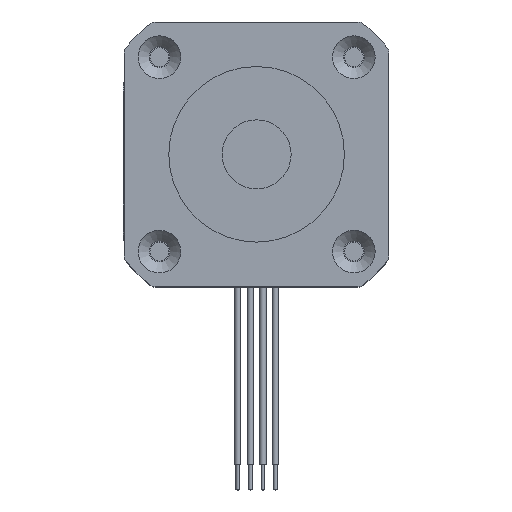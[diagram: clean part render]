
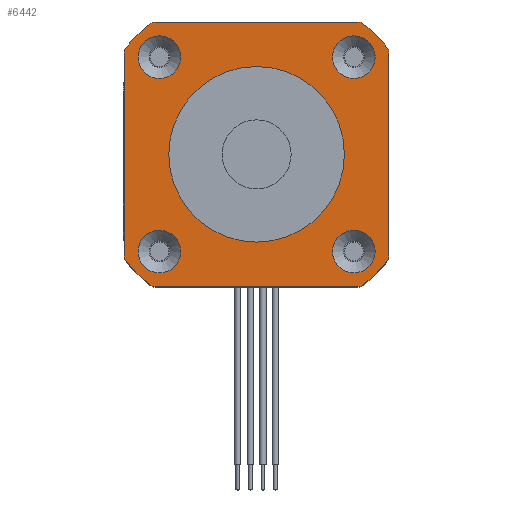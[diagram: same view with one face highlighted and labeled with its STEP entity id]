
A CAD part, top view. The second image highlights one B-rep face of the part: STEP entity #6442.
In plain terms, the highlighted face is planar.
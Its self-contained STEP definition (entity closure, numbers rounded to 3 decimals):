
#267=LINE('',#9883,#776);
#268=LINE('',#9891,#777);
#269=LINE('',#9899,#778);
#270=LINE('',#9907,#779);
#776=VECTOR('',#7915,32.311);
#777=VECTOR('',#7922,32.311);
#778=VECTOR('',#7929,32.311);
#779=VECTOR('',#7936,32.311);
#1404=FACE_BOUND('',#2034,.T.);
#1405=FACE_BOUND('',#2035,.T.);
#1406=FACE_BOUND('',#2036,.T.);
#1407=FACE_BOUND('',#2037,.T.);
#1408=FACE_BOUND('',#2038,.T.);
#1579=FACE_OUTER_BOUND('',#2033,.T.);
#2033=EDGE_LOOP('',(#4577,#4578,#4579,#4580,#4581,#4582,#4583,#4584,#4585,
#4586,#4587,#4588,#4589,#4590,#4591,#4592));
#2034=EDGE_LOOP('',(#4593));
#2035=EDGE_LOOP('',(#4594));
#2036=EDGE_LOOP('',(#4595));
#2037=EDGE_LOOP('',(#4596));
#2038=EDGE_LOOP('',(#4597));
#2549=CIRCLE('',#6923,5.5);
#2572=CIRCLE('',#6951,26.9);
#2573=CIRCLE('',#6952,1.5);
#2574=CIRCLE('',#6953,1.5);
#2575=CIRCLE('',#6954,26.9);
#2576=CIRCLE('',#6955,1.5);
#2577=CIRCLE('',#6956,1.5);
#2578=CIRCLE('',#6957,26.9);
#2579=CIRCLE('',#6958,1.5);
#2580=CIRCLE('',#6959,1.5);
#2581=CIRCLE('',#6960,26.9);
#2582=CIRCLE('',#6961,1.5);
#2583=CIRCLE('',#6962,1.5);
#2584=CIRCLE('',#6963,3.4);
#2585=CIRCLE('',#6964,3.4);
#2586=CIRCLE('',#6965,3.4);
#2587=CIRCLE('',#6966,3.4);
#2897=VERTEX_POINT('',#9794);
#2936=VERTEX_POINT('',#9877);
#2937=VERTEX_POINT('',#9878);
#2938=VERTEX_POINT('',#9880);
#2939=VERTEX_POINT('',#9882);
#2940=VERTEX_POINT('',#9884);
#2941=VERTEX_POINT('',#9886);
#2942=VERTEX_POINT('',#9888);
#2943=VERTEX_POINT('',#9890);
#2944=VERTEX_POINT('',#9892);
#2945=VERTEX_POINT('',#9894);
#2946=VERTEX_POINT('',#9896);
#2947=VERTEX_POINT('',#9898);
#2948=VERTEX_POINT('',#9900);
#2949=VERTEX_POINT('',#9902);
#2950=VERTEX_POINT('',#9904);
#2951=VERTEX_POINT('',#9906);
#2952=VERTEX_POINT('',#9909);
#2953=VERTEX_POINT('',#9911);
#2954=VERTEX_POINT('',#9913);
#2955=VERTEX_POINT('',#9915);
#3546=EDGE_CURVE('',#2897,#2897,#2549,.F.);
#3585=EDGE_CURVE('',#2936,#2937,#2572,.T.);
#3586=EDGE_CURVE('',#2938,#2936,#2573,.T.);
#3587=EDGE_CURVE('',#2939,#2938,#267,.T.);
#3588=EDGE_CURVE('',#2940,#2939,#2574,.T.);
#3589=EDGE_CURVE('',#2941,#2940,#2575,.T.);
#3590=EDGE_CURVE('',#2942,#2941,#2576,.T.);
#3591=EDGE_CURVE('',#2943,#2942,#268,.T.);
#3592=EDGE_CURVE('',#2944,#2943,#2577,.T.);
#3593=EDGE_CURVE('',#2945,#2944,#2578,.T.);
#3594=EDGE_CURVE('',#2946,#2945,#2579,.T.);
#3595=EDGE_CURVE('',#2947,#2946,#269,.T.);
#3596=EDGE_CURVE('',#2948,#2947,#2580,.T.);
#3597=EDGE_CURVE('',#2949,#2948,#2581,.T.);
#3598=EDGE_CURVE('',#2950,#2949,#2582,.T.);
#3599=EDGE_CURVE('',#2951,#2950,#270,.T.);
#3600=EDGE_CURVE('',#2937,#2951,#2583,.T.);
#3601=EDGE_CURVE('',#2952,#2952,#2584,.T.);
#3602=EDGE_CURVE('',#2953,#2953,#2585,.T.);
#3603=EDGE_CURVE('',#2954,#2954,#2586,.T.);
#3604=EDGE_CURVE('',#2955,#2955,#2587,.T.);
#4577=ORIENTED_EDGE('',*,*,#3585,.F.);
#4578=ORIENTED_EDGE('',*,*,#3586,.F.);
#4579=ORIENTED_EDGE('',*,*,#3587,.F.);
#4580=ORIENTED_EDGE('',*,*,#3588,.F.);
#4581=ORIENTED_EDGE('',*,*,#3589,.F.);
#4582=ORIENTED_EDGE('',*,*,#3590,.F.);
#4583=ORIENTED_EDGE('',*,*,#3591,.F.);
#4584=ORIENTED_EDGE('',*,*,#3592,.F.);
#4585=ORIENTED_EDGE('',*,*,#3593,.F.);
#4586=ORIENTED_EDGE('',*,*,#3594,.F.);
#4587=ORIENTED_EDGE('',*,*,#3595,.F.);
#4588=ORIENTED_EDGE('',*,*,#3596,.F.);
#4589=ORIENTED_EDGE('',*,*,#3597,.F.);
#4590=ORIENTED_EDGE('',*,*,#3598,.F.);
#4591=ORIENTED_EDGE('',*,*,#3599,.F.);
#4592=ORIENTED_EDGE('',*,*,#3600,.F.);
#4593=ORIENTED_EDGE('',*,*,#3546,.T.);
#4594=ORIENTED_EDGE('',*,*,#3601,.T.);
#4595=ORIENTED_EDGE('',*,*,#3602,.T.);
#4596=ORIENTED_EDGE('',*,*,#3603,.T.);
#4597=ORIENTED_EDGE('',*,*,#3604,.T.);
#6115=PLANE('',#6950);
#6442=ADVANCED_FACE('',(#1579,#1404,#1405,#1406,#1407,#1408),#6115,.F.);
#6923=AXIS2_PLACEMENT_3D('',#9795,#7839,#7840);
#6950=AXIS2_PLACEMENT_3D('',#9876,#7909,#7910);
#6951=AXIS2_PLACEMENT_3D('',#9879,#7911,#7912);
#6952=AXIS2_PLACEMENT_3D('',#9881,#7913,#7914);
#6953=AXIS2_PLACEMENT_3D('',#9885,#7916,#7917);
#6954=AXIS2_PLACEMENT_3D('',#9887,#7918,#7919);
#6955=AXIS2_PLACEMENT_3D('',#9889,#7920,#7921);
#6956=AXIS2_PLACEMENT_3D('',#9893,#7923,#7924);
#6957=AXIS2_PLACEMENT_3D('',#9895,#7925,#7926);
#6958=AXIS2_PLACEMENT_3D('',#9897,#7927,#7928);
#6959=AXIS2_PLACEMENT_3D('',#9901,#7930,#7931);
#6960=AXIS2_PLACEMENT_3D('',#9903,#7932,#7933);
#6961=AXIS2_PLACEMENT_3D('',#9905,#7934,#7935);
#6962=AXIS2_PLACEMENT_3D('',#9908,#7937,#7938);
#6963=AXIS2_PLACEMENT_3D('',#9910,#7939,#7940);
#6964=AXIS2_PLACEMENT_3D('',#9912,#7941,#7942);
#6965=AXIS2_PLACEMENT_3D('',#9914,#7943,#7944);
#6966=AXIS2_PLACEMENT_3D('',#9916,#7945,#7946);
#7839=DIRECTION('center_axis',(0.,0.,-1.));
#7840=DIRECTION('ref_axis',(-1.,0.,0.));
#7909=DIRECTION('center_axis',(0.,0.,1.));
#7910=DIRECTION('ref_axis',(1.,0.,0.));
#7911=DIRECTION('center_axis',(0.,0.,1.));
#7912=DIRECTION('ref_axis',(1.,0.,0.));
#7913=DIRECTION('center_axis',(0.,0.,1.));
#7914=DIRECTION('ref_axis',(-1.,0.,0.));
#7915=DIRECTION('',(0.,-1.,0.));
#7916=DIRECTION('center_axis',(0.,0.,1.));
#7917=DIRECTION('ref_axis',(-1.,0.,0.));
#7918=DIRECTION('center_axis',(0.,0.,1.));
#7919=DIRECTION('ref_axis',(1.,0.,0.));
#7920=DIRECTION('center_axis',(0.,0.,1.));
#7921=DIRECTION('ref_axis',(-1.,0.,0.));
#7922=DIRECTION('',(-1.,0.,0.));
#7923=DIRECTION('center_axis',(0.,0.,1.));
#7924=DIRECTION('ref_axis',(-1.,0.,0.));
#7925=DIRECTION('center_axis',(0.,0.,1.));
#7926=DIRECTION('ref_axis',(1.,0.,0.));
#7927=DIRECTION('center_axis',(0.,0.,1.));
#7928=DIRECTION('ref_axis',(-1.,0.,0.));
#7929=DIRECTION('',(0.,1.,0.));
#7930=DIRECTION('center_axis',(0.,0.,1.));
#7931=DIRECTION('ref_axis',(-1.,0.,0.));
#7932=DIRECTION('center_axis',(0.,0.,1.));
#7933=DIRECTION('ref_axis',(1.,0.,0.));
#7934=DIRECTION('center_axis',(0.,0.,1.));
#7935=DIRECTION('ref_axis',(-1.,0.,0.));
#7936=DIRECTION('',(1.,0.,0.));
#7937=DIRECTION('center_axis',(0.,0.,1.));
#7938=DIRECTION('ref_axis',(1.,0.,0.));
#7939=DIRECTION('center_axis',(0.,0.,1.));
#7940=DIRECTION('ref_axis',(1.,0.,0.));
#7941=DIRECTION('center_axis',(0.,0.,1.));
#7942=DIRECTION('ref_axis',(1.,0.,0.));
#7943=DIRECTION('center_axis',(0.,0.,1.));
#7944=DIRECTION('ref_axis',(1.,0.,0.));
#7945=DIRECTION('center_axis',(0.,0.,1.));
#7946=DIRECTION('ref_axis',(1.,0.,0.));
#9794=CARTESIAN_POINT('',(-5.5,0.,1.8));
#9795=CARTESIAN_POINT('Origin',(0.,0.,1.8));
#9876=CARTESIAN_POINT('Origin',(0.,0.,1.8));
#9877=CARTESIAN_POINT('',(-20.757,-17.11,1.8));
#9878=CARTESIAN_POINT('',(-17.11,-20.757,1.8));
#9879=CARTESIAN_POINT('Origin',(0.,0.,1.8));
#9880=CARTESIAN_POINT('',(-21.1,-16.155,1.8));
#9881=CARTESIAN_POINT('Origin',(-19.6,-16.155,1.8));
#9882=CARTESIAN_POINT('',(-21.1,16.155,1.8));
#9883=CARTESIAN_POINT('',(-21.1,16.155,1.8));
#9884=CARTESIAN_POINT('',(-20.757,17.11,1.8));
#9885=CARTESIAN_POINT('Origin',(-19.6,16.155,1.8));
#9886=CARTESIAN_POINT('',(-17.11,20.757,1.8));
#9887=CARTESIAN_POINT('Origin',(0.,0.,1.8));
#9888=CARTESIAN_POINT('',(-16.155,21.1,1.8));
#9889=CARTESIAN_POINT('Origin',(-16.155,19.6,1.8));
#9890=CARTESIAN_POINT('',(16.155,21.1,1.8));
#9891=CARTESIAN_POINT('',(16.155,21.1,1.8));
#9892=CARTESIAN_POINT('',(17.11,20.757,1.8));
#9893=CARTESIAN_POINT('Origin',(16.155,19.6,1.8));
#9894=CARTESIAN_POINT('',(20.757,17.11,1.8));
#9895=CARTESIAN_POINT('Origin',(0.,0.,1.8));
#9896=CARTESIAN_POINT('',(21.1,16.155,1.8));
#9897=CARTESIAN_POINT('Origin',(19.6,16.155,1.8));
#9898=CARTESIAN_POINT('',(21.1,-16.155,1.8));
#9899=CARTESIAN_POINT('',(21.1,-16.155,1.8));
#9900=CARTESIAN_POINT('',(20.757,-17.11,1.8));
#9901=CARTESIAN_POINT('Origin',(19.6,-16.155,1.8));
#9902=CARTESIAN_POINT('',(17.11,-20.757,1.8));
#9903=CARTESIAN_POINT('Origin',(0.,0.,1.8));
#9904=CARTESIAN_POINT('',(16.155,-21.1,1.8));
#9905=CARTESIAN_POINT('Origin',(16.155,-19.6,1.8));
#9906=CARTESIAN_POINT('',(-16.155,-21.1,1.8));
#9907=CARTESIAN_POINT('',(-16.155,-21.1,1.8));
#9908=CARTESIAN_POINT('Origin',(-16.155,-19.6,1.8));
#9909=CARTESIAN_POINT('',(18.9,-15.5,1.8));
#9910=CARTESIAN_POINT('Origin',(15.5,-15.5,1.8));
#9911=CARTESIAN_POINT('',(-12.1,-15.5,1.8));
#9912=CARTESIAN_POINT('Origin',(-15.5,-15.5,1.8));
#9913=CARTESIAN_POINT('',(18.9,15.5,1.8));
#9914=CARTESIAN_POINT('Origin',(15.5,15.5,1.8));
#9915=CARTESIAN_POINT('',(-12.1,15.5,1.8));
#9916=CARTESIAN_POINT('Origin',(-15.5,15.5,1.8));
